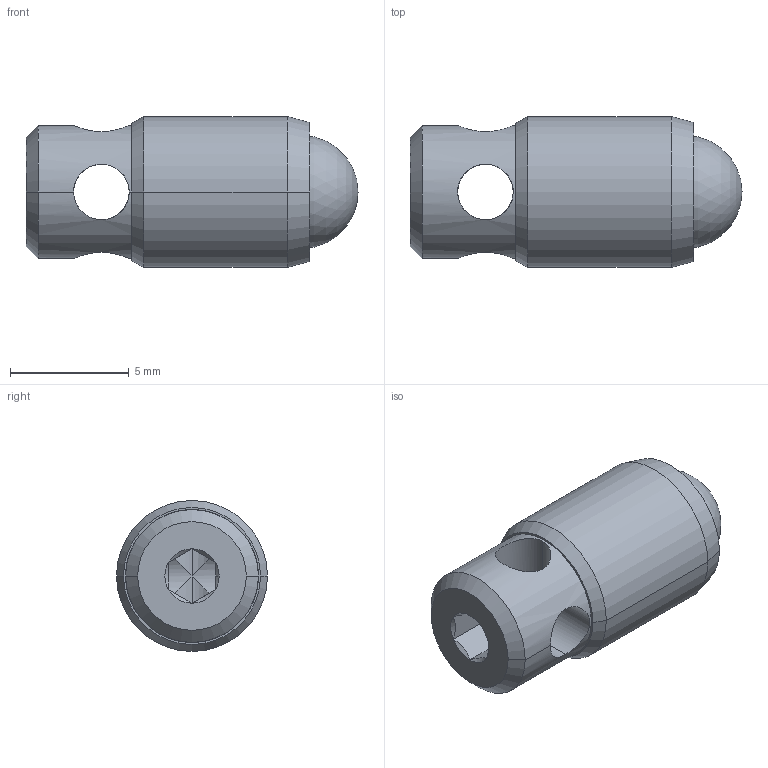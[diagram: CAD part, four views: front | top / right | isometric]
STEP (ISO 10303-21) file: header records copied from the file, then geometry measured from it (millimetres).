
FILE_DESCRIPTION (( 'STEP AP214' ), '1' );
FILE_NAME ('TTN045067-E0W.STEP', '2015-08-25T13:25:24', ( 'admin' ), ( '' ), 'SwSTEP 2.0', 'SolidWorks 2014', '' );
FILE_SCHEMA (( 'AUTOMOTIVE_DESIGN' ));
Length unit declared in the file: inch
Products named in the file (1): TTN045067-E0W
Bounding box: 13.97 x 6.35 x 6.35 mm (x, y, z)
Volume: 313.5 mm3; surface area: 420.4 mm2
Topology: 2 solids, 2 shells, 40 faces, 113 edges, 70 vertices
Faces by surface type: cone 15, cylinder 14, plane 9, sphere 2
Entity records: 1976 total; most frequent: CARTESIAN_POINT 451, ORIENTED_EDGE 214, DIRECTION 183, EDGE_CURVE 107, AXIS2_PLACEMENT_3D 70, VERTEX_POINT 68, EDGE_LOOP 45, UNCERTAINTY_MEASURE_WITH_UNIT 44
